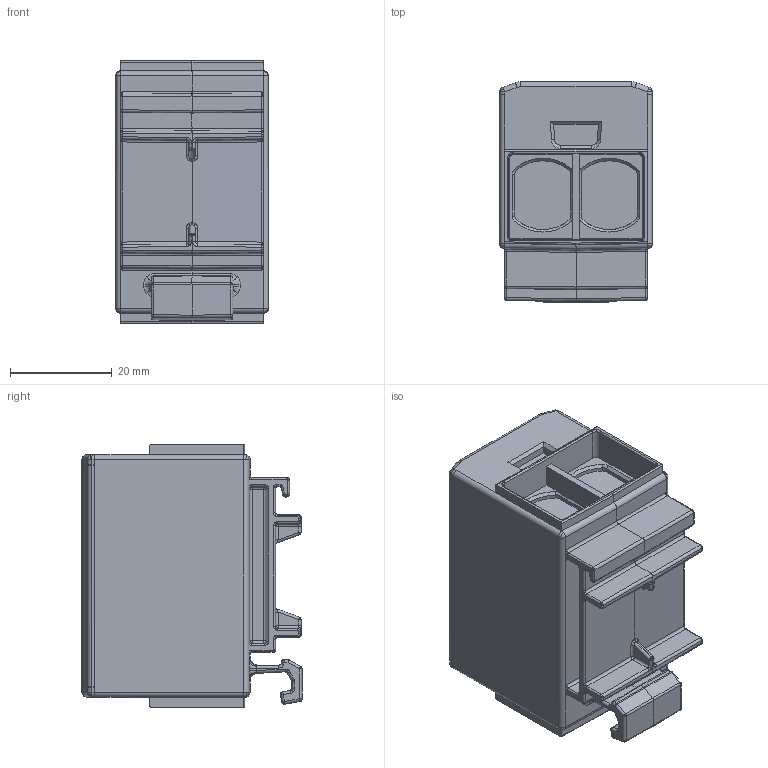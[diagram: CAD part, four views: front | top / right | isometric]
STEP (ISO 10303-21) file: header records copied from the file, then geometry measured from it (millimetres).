
FILE_DESCRIPTION((''),'2;1');
FILE_NAME('VC05-0243_OTL_2X50_PEN','2023-10-09T10:17:00',(''),('PTC'),'CREO PARAMETRIC BY PTC INC, 18.00','CREO PARAMETRIC BY PTC INC, 18.00','');
FILE_SCHEMA(('AUTOMOTIVE_DESIGN { 1 0 10303 214 1 1 1 1 }'));
Products named in the file (1): VC05-0243_OTL_2X50_PEN
Bounding box: 30 x 43.2 x 51.6 mm (x, y, z)
Volume: 45297.5 mm3; surface area: 14038.3 mm2
Topology: 1 solids, 1 shells, 2012 faces, 5655 edges, 3636 vertices
Faces by surface type: plane 1359, cylinder 335, bspline 222, sphere 48, cone 36, torus 12
Entity records: 91544 total; most frequent: CARTESIAN_POINT 24884, ORIENTED_EDGE 11190, DIRECTION 9125, PRESENTATION_STYLE_ASSIGNMENT 5604, STYLED_ITEM 5596, CURVE_STYLE 5595, EDGE_CURVE 5595, VECTOR 4161
